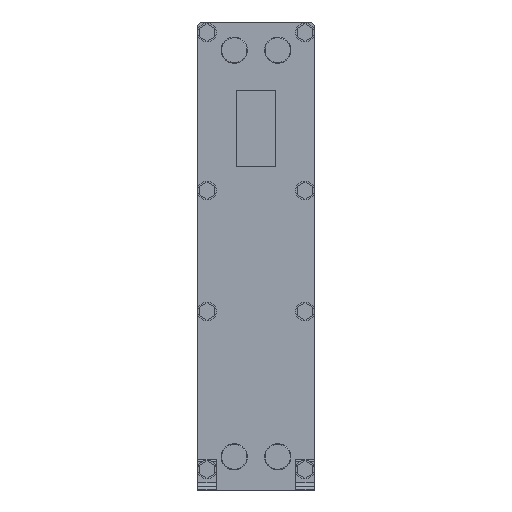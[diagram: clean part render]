
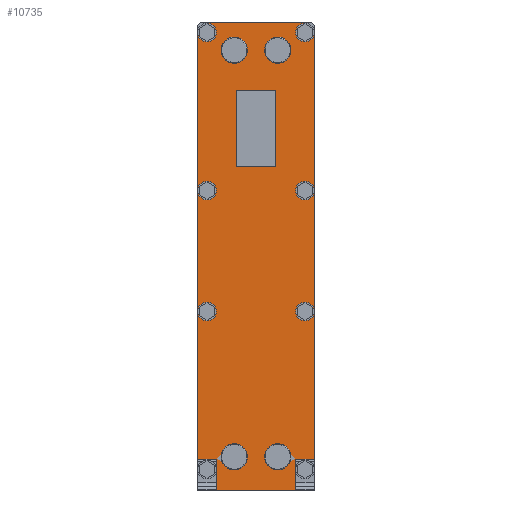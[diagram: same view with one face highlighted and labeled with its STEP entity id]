
A CAD part, front view. The second image highlights one B-rep face of the part: STEP entity #10735.
In plain terms, the highlighted planar face has unit normal (0, -1, 0).
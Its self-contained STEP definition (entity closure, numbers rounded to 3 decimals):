
#1029=FACE_BOUND('',#4302,.T.);
#1030=FACE_BOUND('',#4303,.T.);
#1031=FACE_BOUND('',#4304,.T.);
#1032=FACE_BOUND('',#4305,.T.);
#1033=FACE_BOUND('',#4306,.T.);
#1034=FACE_BOUND('',#4307,.T.);
#1035=FACE_BOUND('',#4308,.T.);
#1036=FACE_BOUND('',#4309,.T.);
#1037=FACE_BOUND('',#4310,.T.);
#1038=FACE_BOUND('',#4311,.T.);
#1039=FACE_BOUND('',#4312,.T.);
#1307=LINE('',#16046,#2515);
#1314=LINE('',#16063,#2522);
#1322=LINE('',#16088,#2530);
#1327=LINE('',#16101,#2535);
#1336=LINE('',#16124,#2544);
#1344=LINE('',#16149,#2552);
#1354=LINE('',#16191,#2562);
#1357=LINE('',#16196,#2565);
#1359=LINE('',#16200,#2567);
#1364=LINE('',#16213,#2572);
#1367=LINE('',#16218,#2575);
#1369=LINE('',#16222,#2577);
#1371=LINE('',#16225,#2579);
#1372=LINE('',#16228,#2580);
#1374=LINE('',#16232,#2582);
#1378=LINE('',#16237,#2586);
#1379=LINE('',#16239,#2587);
#1380=LINE('',#16241,#2588);
#2515=VECTOR('',#12685,1.);
#2522=VECTOR('',#12700,1.);
#2530=VECTOR('',#12728,1.);
#2535=VECTOR('',#12737,1.);
#2544=VECTOR('',#12760,1.);
#2552=VECTOR('',#12788,1.);
#2562=VECTOR('',#12822,10.);
#2565=VECTOR('',#12827,10.);
#2567=VECTOR('',#12831,10.);
#2572=VECTOR('',#12840,10.);
#2575=VECTOR('',#12845,10.);
#2577=VECTOR('',#12849,10.);
#2579=VECTOR('',#12853,10.);
#2580=VECTOR('',#12856,10.);
#2582=VECTOR('',#12860,1.);
#2586=VECTOR('',#12866,1.);
#2587=VECTOR('',#12869,10.);
#2588=VECTOR('',#12872,10.);
#3689=FACE_OUTER_BOUND('',#4301,.T.);
#4301=EDGE_LOOP('',(#8121,#8122,#8123,#8124,#8125,#8126,#8127,#8128,#8129,
#8130,#8131,#8132,#8133,#8134));
#4302=EDGE_LOOP('',(#8135));
#4303=EDGE_LOOP('',(#8136));
#4304=EDGE_LOOP('',(#8137));
#4305=EDGE_LOOP('',(#8138));
#4306=EDGE_LOOP('',(#8139));
#4307=EDGE_LOOP('',(#8140));
#4308=EDGE_LOOP('',(#8141));
#4309=EDGE_LOOP('',(#8142));
#4310=EDGE_LOOP('',(#8143));
#4311=EDGE_LOOP('',(#8144));
#4312=EDGE_LOOP('',(#8145,#8146,#8147,#8148));
#4866=CIRCLE('',#11198,15.);
#4868=CIRCLE('',#11215,15.);
#4870=CIRCLE('',#11220,21.2);
#4873=CIRCLE('',#11226,21.2);
#4876=CIRCLE('',#11232,15.);
#4878=CIRCLE('',#11243,15.);
#4880=CIRCLE('',#11260,15.);
#4882=CIRCLE('',#11271,15.);
#4890=CIRCLE('',#11294,21.2);
#4893=CIRCLE('',#11300,21.2);
#5370=VERTEX_POINT('',#15632);
#5390=VERTEX_POINT('',#15699);
#5392=VERTEX_POINT('',#15706);
#5395=VERTEX_POINT('',#15715);
#5404=VERTEX_POINT('',#15736);
#5418=VERTEX_POINT('',#15779);
#5438=VERTEX_POINT('',#15846);
#5452=VERTEX_POINT('',#15889);
#5474=VERTEX_POINT('',#15957);
#5477=VERTEX_POINT('',#15966);
#5498=VERTEX_POINT('',#16030);
#5502=VERTEX_POINT('',#16042);
#5503=VERTEX_POINT('',#16044);
#5516=VERTEX_POINT('',#16086);
#5517=VERTEX_POINT('',#16090);
#5521=VERTEX_POINT('',#16098);
#5522=VERTEX_POINT('',#16100);
#5536=VERTEX_POINT('',#16147);
#5555=VERTEX_POINT('',#16188);
#5556=VERTEX_POINT('',#16190);
#5557=VERTEX_POINT('',#16194);
#5558=VERTEX_POINT('',#16198);
#5563=VERTEX_POINT('',#16211);
#5564=VERTEX_POINT('',#16212);
#5565=VERTEX_POINT('',#16217);
#5566=VERTEX_POINT('',#16221);
#5567=VERTEX_POINT('',#16227);
#5568=VERTEX_POINT('',#16231);
#6272=EDGE_CURVE('',#5370,#5370,#4866,.T.);
#6304=EDGE_CURVE('',#5390,#5390,#4868,.T.);
#6306=EDGE_CURVE('',#5392,#5392,#4870,.T.);
#6309=EDGE_CURVE('',#5395,#5395,#4873,.T.);
#6318=EDGE_CURVE('',#5404,#5404,#4876,.T.);
#6338=EDGE_CURVE('',#5418,#5418,#4878,.T.);
#6370=EDGE_CURVE('',#5438,#5438,#4880,.T.);
#6390=EDGE_CURVE('',#5452,#5452,#4882,.T.);
#6421=EDGE_CURVE('',#5474,#5474,#4890,.T.);
#6424=EDGE_CURVE('',#5477,#5477,#4893,.T.);
#6461=EDGE_CURVE('',#5502,#5503,#1307,.T.);
#6470=EDGE_CURVE('',#5503,#5498,#1314,.T.);
#6482=EDGE_CURVE('',#5516,#5502,#1322,.T.);
#6487=EDGE_CURVE('',#5522,#5521,#1327,.T.);
#6500=EDGE_CURVE('',#5517,#5522,#1336,.T.);
#6512=EDGE_CURVE('',#5521,#5536,#1344,.T.);
#6532=EDGE_CURVE('',#5556,#5555,#1354,.T.);
#6535=EDGE_CURVE('',#5555,#5557,#1357,.T.);
#6537=EDGE_CURVE('',#5557,#5558,#1359,.T.);
#6542=EDGE_CURVE('',#5563,#5564,#1364,.T.);
#6545=EDGE_CURVE('',#5564,#5565,#1367,.T.);
#6547=EDGE_CURVE('',#5565,#5566,#1369,.T.);
#6549=EDGE_CURVE('',#5566,#5563,#1371,.T.);
#6550=EDGE_CURVE('',#5558,#5567,#1372,.T.);
#6552=EDGE_CURVE('',#5568,#5556,#1374,.T.);
#6556=EDGE_CURVE('',#5536,#5516,#1378,.T.);
#6557=EDGE_CURVE('',#5567,#5517,#1379,.T.);
#6558=EDGE_CURVE('',#5498,#5568,#1380,.T.);
#8121=ORIENTED_EDGE('',*,*,#6470,.T.);
#8122=ORIENTED_EDGE('',*,*,#6558,.T.);
#8123=ORIENTED_EDGE('',*,*,#6552,.T.);
#8124=ORIENTED_EDGE('',*,*,#6532,.T.);
#8125=ORIENTED_EDGE('',*,*,#6535,.T.);
#8126=ORIENTED_EDGE('',*,*,#6537,.T.);
#8127=ORIENTED_EDGE('',*,*,#6550,.T.);
#8128=ORIENTED_EDGE('',*,*,#6557,.T.);
#8129=ORIENTED_EDGE('',*,*,#6500,.T.);
#8130=ORIENTED_EDGE('',*,*,#6487,.T.);
#8131=ORIENTED_EDGE('',*,*,#6512,.T.);
#8132=ORIENTED_EDGE('',*,*,#6556,.T.);
#8133=ORIENTED_EDGE('',*,*,#6482,.T.);
#8134=ORIENTED_EDGE('',*,*,#6461,.T.);
#8135=ORIENTED_EDGE('',*,*,#6272,.T.);
#8136=ORIENTED_EDGE('',*,*,#6304,.T.);
#8137=ORIENTED_EDGE('',*,*,#6306,.T.);
#8138=ORIENTED_EDGE('',*,*,#6309,.T.);
#8139=ORIENTED_EDGE('',*,*,#6318,.T.);
#8140=ORIENTED_EDGE('',*,*,#6338,.T.);
#8141=ORIENTED_EDGE('',*,*,#6370,.T.);
#8142=ORIENTED_EDGE('',*,*,#6390,.T.);
#8143=ORIENTED_EDGE('',*,*,#6421,.T.);
#8144=ORIENTED_EDGE('',*,*,#6424,.T.);
#8145=ORIENTED_EDGE('',*,*,#6549,.T.);
#8146=ORIENTED_EDGE('',*,*,#6542,.T.);
#8147=ORIENTED_EDGE('',*,*,#6545,.T.);
#8148=ORIENTED_EDGE('',*,*,#6547,.T.);
#10285=PLANE('',#11381);
#10735=ADVANCED_FACE('',(#3689,#1029,#1030,#1031,#1032,#1033,#1034,#1035,
#1036,#1037,#1038,#1039),#10285,.F.);
#11198=AXIS2_PLACEMENT_3D('',#15633,#12279,#12280);
#11215=AXIS2_PLACEMENT_3D('',#15700,#12343,#12344);
#11220=AXIS2_PLACEMENT_3D('',#15707,#12353,#12354);
#11226=AXIS2_PLACEMENT_3D('',#15716,#12365,#12366);
#11232=AXIS2_PLACEMENT_3D('',#15737,#12383,#12384);
#11243=AXIS2_PLACEMENT_3D('',#15780,#12423,#12424);
#11260=AXIS2_PLACEMENT_3D('',#15847,#12487,#12488);
#11271=AXIS2_PLACEMENT_3D('',#15890,#12527,#12528);
#11294=AXIS2_PLACEMENT_3D('',#15958,#12596,#12597);
#11300=AXIS2_PLACEMENT_3D('',#15967,#12608,#12609);
#11381=AXIS2_PLACEMENT_3D('',#16242,#12873,#12874);
#12279=DIRECTION('center_axis',(0.,1.,0.));
#12280=DIRECTION('ref_axis',(-1.,0.,0.));
#12343=DIRECTION('center_axis',(0.,1.,0.));
#12344=DIRECTION('ref_axis',(-1.,0.,0.));
#12353=DIRECTION('center_axis',(0.,1.,0.));
#12354=DIRECTION('ref_axis',(-1.,0.,0.));
#12365=DIRECTION('center_axis',(0.,1.,0.));
#12366=DIRECTION('ref_axis',(-1.,0.,0.));
#12383=DIRECTION('center_axis',(0.,1.,0.));
#12384=DIRECTION('ref_axis',(-1.,0.,0.));
#12423=DIRECTION('center_axis',(0.,1.,0.));
#12424=DIRECTION('ref_axis',(-1.,0.,0.));
#12487=DIRECTION('center_axis',(0.,1.,0.));
#12488=DIRECTION('ref_axis',(-1.,0.,0.));
#12527=DIRECTION('center_axis',(0.,1.,0.));
#12528=DIRECTION('ref_axis',(-1.,0.,0.));
#12596=DIRECTION('center_axis',(0.,1.,0.));
#12597=DIRECTION('ref_axis',(-1.,0.,0.));
#12608=DIRECTION('center_axis',(0.,1.,0.));
#12609=DIRECTION('ref_axis',(-1.,0.,0.));
#12685=DIRECTION('',(1.,0.,0.));
#12700=DIRECTION('',(0.,0.,-1.));
#12728=DIRECTION('',(0.,0.,1.));
#12737=DIRECTION('',(1.,0.,0.));
#12760=DIRECTION('',(0.,0.,1.));
#12788=DIRECTION('',(0.,0.,-1.));
#12822=DIRECTION('',(-0.707,0.,0.707));
#12827=DIRECTION('',(-1.,0.,0.));
#12831=DIRECTION('',(-0.707,0.,-0.707));
#12840=DIRECTION('',(1.,0.,0.));
#12845=DIRECTION('',(0.,0.,-1.));
#12849=DIRECTION('',(-1.,0.,0.));
#12853=DIRECTION('',(0.,0.,1.));
#12856=DIRECTION('',(0.,0.,-1.));
#12860=DIRECTION('',(0.,0.,1.));
#12866=DIRECTION('',(1.,0.,0.));
#12869=DIRECTION('',(0.707,0.,-0.707));
#12872=DIRECTION('',(0.707,0.,0.707));
#12873=DIRECTION('center_axis',(0.,1.,0.));
#12874=DIRECTION('ref_axis',(-1.,0.,0.));
#15632=CARTESIAN_POINT('',(94.,-25.,738.));
#15633=CARTESIAN_POINT('Origin',(79.,-25.,738.));
#15699=CARTESIAN_POINT('',(-64.,-25.,738.));
#15700=CARTESIAN_POINT('Origin',(-79.,-25.,738.));
#15706=CARTESIAN_POINT('',(56.2,-25.,709.5));
#15707=CARTESIAN_POINT('Origin',(35.,-25.,709.5));
#15715=CARTESIAN_POINT('',(-13.8,-25.,709.5));
#15716=CARTESIAN_POINT('Origin',(-35.,-25.,709.5));
#15736=CARTESIAN_POINT('',(94.,-25.,483.));
#15737=CARTESIAN_POINT('Origin',(79.,-25.,483.));
#15779=CARTESIAN_POINT('',(94.,-25.,288.));
#15780=CARTESIAN_POINT('Origin',(79.,-25.,288.));
#15846=CARTESIAN_POINT('',(-64.,-25.,288.));
#15847=CARTESIAN_POINT('Origin',(-79.,-25.,288.));
#15889=CARTESIAN_POINT('',(-64.,-25.,483.));
#15890=CARTESIAN_POINT('Origin',(-79.,-25.,483.));
#15957=CARTESIAN_POINT('',(56.2,-25.,53.5));
#15958=CARTESIAN_POINT('Origin',(35.,-25.,53.5));
#15966=CARTESIAN_POINT('',(-13.8,-25.,53.5));
#15967=CARTESIAN_POINT('Origin',(-35.,-25.,53.5));
#16030=CARTESIAN_POINT('',(94.,-25.,4.));
#16042=CARTESIAN_POINT('',(64.,-25.,50.));
#16044=CARTESIAN_POINT('',(94.,-25.,50.));
#16046=CARTESIAN_POINT('',(0.,-25.,50.));
#16063=CARTESIAN_POINT('',(94.,-25.,28.928));
#16086=CARTESIAN_POINT('',(64.,-25.,0.));
#16088=CARTESIAN_POINT('',(64.,-25.,28.928));
#16090=CARTESIAN_POINT('',(-94.,-25.,4.));
#16098=CARTESIAN_POINT('',(-64.,-25.,50.));
#16100=CARTESIAN_POINT('',(-94.,-25.,50.));
#16101=CARTESIAN_POINT('',(0.,-25.,50.));
#16124=CARTESIAN_POINT('',(-94.,-25.,28.928));
#16147=CARTESIAN_POINT('',(-64.,-25.,0.));
#16149=CARTESIAN_POINT('',(-64.,-25.,28.928));
#16188=CARTESIAN_POINT('',(90.,-25.,755.));
#16190=CARTESIAN_POINT('',(95.,-25.,750.));
#16191=CARTESIAN_POINT('',(90.,-25.,755.));
#16194=CARTESIAN_POINT('',(-90.,-25.,755.));
#16196=CARTESIAN_POINT('',(-90.,-25.,755.));
#16198=CARTESIAN_POINT('',(-95.,-25.,750.));
#16200=CARTESIAN_POINT('',(-95.,-25.,750.));
#16211=CARTESIAN_POINT('',(-32.25,-25.,645.));
#16212=CARTESIAN_POINT('',(32.25,-25.,645.));
#16213=CARTESIAN_POINT('',(-16.125,-25.,645.));
#16217=CARTESIAN_POINT('',(32.25,-25.,521.2));
#16218=CARTESIAN_POINT('',(32.25,-25.,581.75));
#16221=CARTESIAN_POINT('',(-32.25,-25.,521.2));
#16222=CARTESIAN_POINT('',(16.125,-25.,521.2));
#16225=CARTESIAN_POINT('',(-32.25,-25.,519.85));
#16227=CARTESIAN_POINT('',(-95.,-25.,5.));
#16228=CARTESIAN_POINT('',(-95.,-25.,5.));
#16231=CARTESIAN_POINT('',(95.,-25.,5.));
#16232=CARTESIAN_POINT('',(95.,-25.,86.147));
#16237=CARTESIAN_POINT('',(-45.,-25.,0.));
#16239=CARTESIAN_POINT('',(-90.,-25.,0.));
#16241=CARTESIAN_POINT('',(95.,-25.,5.));
#16242=CARTESIAN_POINT('Origin',(0.,-25.,43.073));
